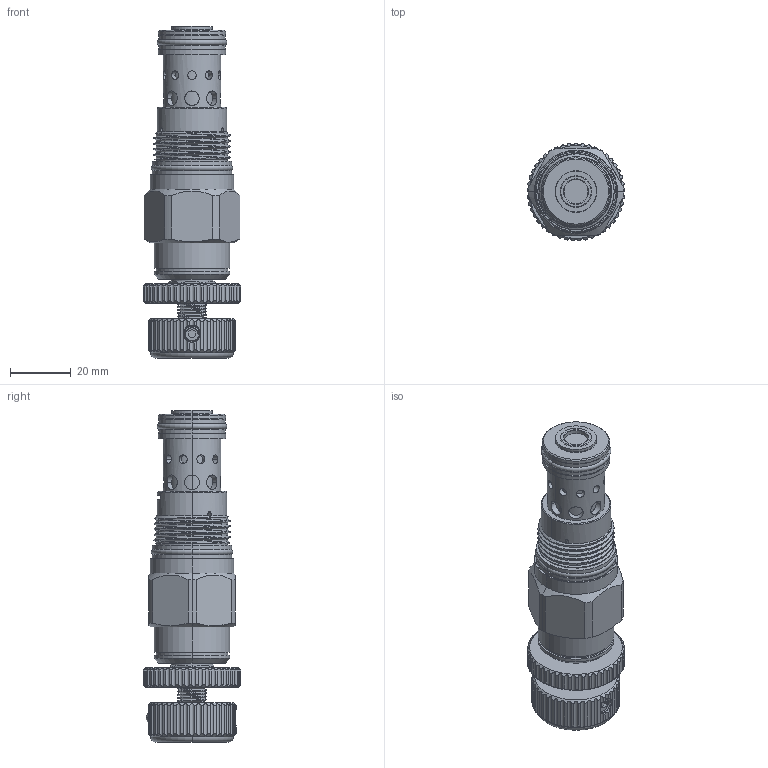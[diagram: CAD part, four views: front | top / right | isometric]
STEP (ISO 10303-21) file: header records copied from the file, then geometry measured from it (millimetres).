
FILE_DESCRIPTION (( 'STEP AP203' ), '1' );
FILE_NAME ('RC3A2G-K.STEP', '2020-04-15T02:42:50', ( '' ), ( '' ), 'SwSTEP 2.0', 'SolidWorks 2018', '' );
FILE_SCHEMA (( 'CONFIG_CONTROL_DESIGN' ));
Length unit declared in the file: millimetre
Products named in the file (1): RC3A2G-K
Bounding box: 32.2 x 32.18 x 109.3 mm (x, y, z)
Volume: 51944.9 mm3; surface area: 15192.4 mm2
Topology: 2 solids, 2 shells, 569 faces, 1502 edges, 987 vertices
Faces by surface type: cylinder 392, plane 116, cone 35, torus 12, bspline 12, sphere 2
Entity records: 27981 total; most frequent: CARTESIAN_POINT 14525, ORIENTED_EDGE 3004, DIRECTION 2514, EDGE_CURVE 1502, VERTEX_POINT 987, AXIS2_PLACEMENT_3D 947, EDGE_LOOP 621, VECTOR 620
